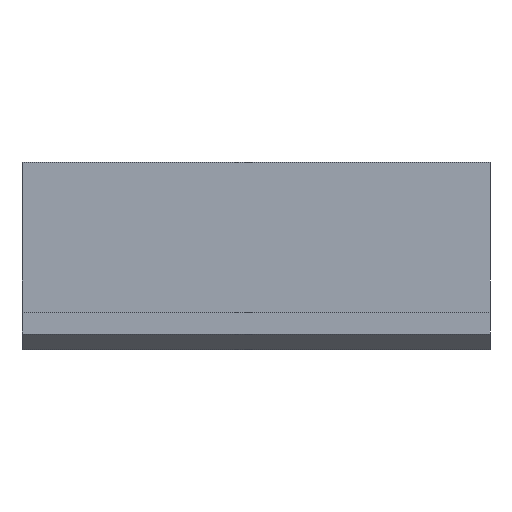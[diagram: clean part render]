
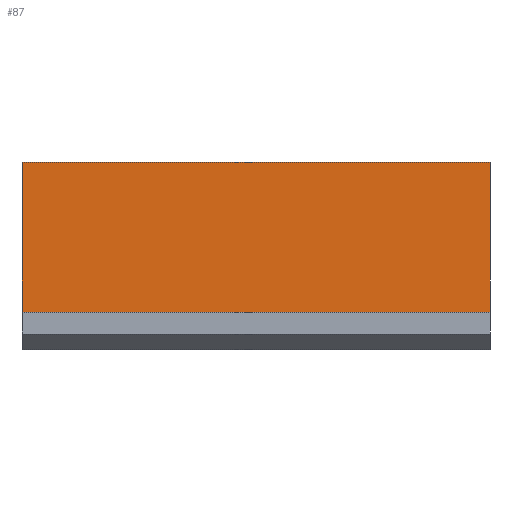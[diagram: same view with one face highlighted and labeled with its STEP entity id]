
A CAD part, front view. The second image highlights one B-rep face of the part: STEP entity #87.
In plain terms, the highlighted planar face has unit normal (0, -1, 0).
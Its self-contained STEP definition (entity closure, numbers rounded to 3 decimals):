
#1 = ORIENTED_EDGE ( 'NONE', *, *, #80, .T. ) ;
#3 = EDGE_CURVE ( 'NONE', #81, #107, #145, .T. ) ;
#73 = ORIENTED_EDGE ( 'NONE', *, *, #104, .F. ) ;
#80 = EDGE_CURVE ( 'NONE', #81, #96, #262, .T. ) ;
#81 = VERTEX_POINT ( 'NONE', #284 ) ;
#82 = EDGE_CURVE ( 'NONE', #96, #109, #293, .T. ) ;
#85 = EDGE_LOOP ( 'NONE', ( #92, #73, #86, #1 ) ) ;
#86 = ORIENTED_EDGE ( 'NONE', *, *, #3, .F. ) ;
#87 = ADVANCED_FACE ( 'NONE', ( #295 ), #286, .F. ) ;
#92 = ORIENTED_EDGE ( 'NONE', *, *, #82, .T. ) ;
#96 = VERTEX_POINT ( 'NONE', #310 ) ;
#104 = EDGE_CURVE ( 'NONE', #107, #109, #335, .T. ) ;
#107 = VERTEX_POINT ( 'NONE', #348 ) ;
#109 = VERTEX_POINT ( 'NONE', #345 ) ;
#143 = VECTOR ( 'NONE', #185, 1000. ) ;
#144 = CARTESIAN_POINT ( 'NONE',  ( 100., -1868.192, 2556.102 ) ) ;
#145 = LINE ( 'NONE', #144, #143 ) ;
#185 = DIRECTION ( 'NONE',  ( 0., 0., -1. ) ) ;
#262 = LINE ( 'NONE', #302, #285 ) ;
#284 = CARTESIAN_POINT ( 'NONE',  ( 100., -1868.192, 2588.102 ) ) ;
#285 = VECTOR ( 'NONE', #290, 1000. ) ;
#286 = PLANE ( 'NONE',  #298 ) ;
#289 = CARTESIAN_POINT ( 'NONE',  ( 0., -1868.192, 2556.102 ) ) ;
#290 = DIRECTION ( 'NONE',  ( -1., 0., 0. ) ) ;
#291 = DIRECTION ( 'NONE',  ( 0., 0., -1. ) ) ;
#292 = VECTOR ( 'NONE', #291, 1000. ) ;
#293 = LINE ( 'NONE', #289, #292 ) ;
#295 = FACE_OUTER_BOUND ( 'NONE', #85, .T. ) ;
#298 = AXIS2_PLACEMENT_3D ( 'NONE', #314, #312, #311 ) ;
#302 = CARTESIAN_POINT ( 'NONE',  ( 100., -1868.192, 2588.102 ) ) ;
#310 = CARTESIAN_POINT ( 'NONE',  ( 0., -1868.192, 2588.102 ) ) ;
#311 = DIRECTION ( 'NONE',  ( 0., 0., 1. ) ) ;
#312 = DIRECTION ( 'NONE',  ( 0., 1., 0. ) ) ;
#314 = CARTESIAN_POINT ( 'NONE',  ( 100., -1868.192, 2556.102 ) ) ;
#332 = DIRECTION ( 'NONE',  ( -1., 0., 0. ) ) ;
#333 = VECTOR ( 'NONE', #332, 1000. ) ;
#334 = CARTESIAN_POINT ( 'NONE',  ( 100., -1868.192, 2556.102 ) ) ;
#335 = LINE ( 'NONE', #334, #333 ) ;
#345 = CARTESIAN_POINT ( 'NONE',  ( 0., -1868.192, 2556.102 ) ) ;
#348 = CARTESIAN_POINT ( 'NONE',  ( 100., -1868.192, 2556.102 ) ) ;
